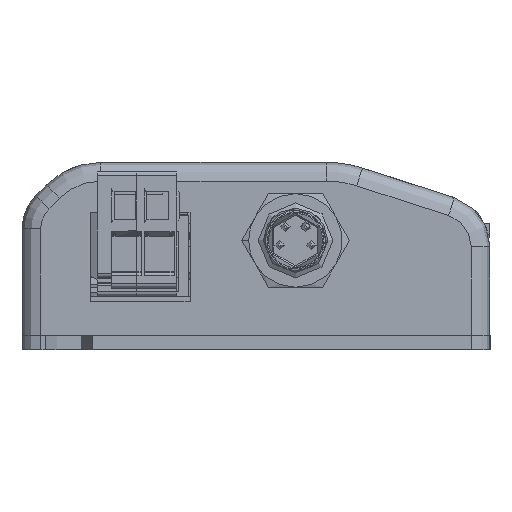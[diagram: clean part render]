
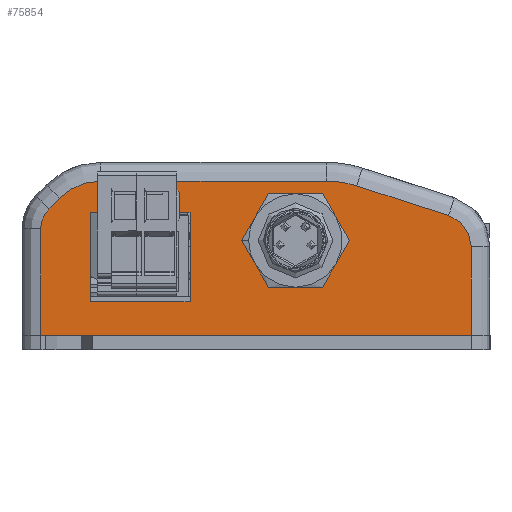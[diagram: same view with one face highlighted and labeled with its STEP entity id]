
A CAD part, left-side view. The second image highlights one B-rep face of the part: STEP entity #75854.
In plain terms, the highlighted planar face has unit normal (-1, 0, 0).
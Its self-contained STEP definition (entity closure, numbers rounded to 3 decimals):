
#2753=FACE_BOUND('',#11437,.T.);
#2754=FACE_BOUND('',#11438,.T.);
#3862=PLANE('',#80911);
#7003=FACE_OUTER_BOUND('',#11436,.T.);
#11436=EDGE_LOOP('',(#58743,#58744,#58745,#58746,#58747,#58748,#58749,#58750,
#58751,#58752));
#11437=EDGE_LOOP('',(#58753,#58754,#58755,#58756,#58757,#58758,#58759,#58760));
#11438=EDGE_LOOP('',(#58761));
#17400=LINE('',#119186,#25686);
#17453=LINE('',#119404,#25739);
#17454=LINE('',#119408,#25740);
#17455=LINE('',#119412,#25741);
#17456=LINE('',#119416,#25742);
#17457=LINE('',#119419,#25743);
#17458=LINE('',#119422,#25744);
#17459=LINE('',#119424,#25745);
#17460=LINE('',#119426,#25746);
#17461=LINE('',#119428,#25747);
#17462=LINE('',#119430,#25748);
#17463=LINE('',#119432,#25749);
#17464=LINE('',#119434,#25750);
#17465=LINE('',#119435,#25751);
#25686=VECTOR('',#92229,1000.);
#25739=VECTOR('',#92326,1000.);
#25740=VECTOR('',#92329,1000.);
#25741=VECTOR('',#92332,1000.);
#25742=VECTOR('',#92335,1000.);
#25743=VECTOR('',#92338,1000.);
#25744=VECTOR('',#92339,1000.);
#25745=VECTOR('',#92340,1000.);
#25746=VECTOR('',#92341,1000.);
#25747=VECTOR('',#92342,1000.);
#25748=VECTOR('',#92343,1000.);
#25749=VECTOR('',#92344,1000.);
#25750=VECTOR('',#92345,1000.);
#25751=VECTOR('',#92346,1000.);
#31657=CIRCLE('',#80861,4.25);
#31672=CIRCLE('',#80912,3.5);
#31673=CIRCLE('',#80913,10.5);
#31674=CIRCLE('',#80914,6.2);
#31675=CIRCLE('',#80915,3.);
#35582=VERTEX_POINT('',#118972);
#35656=VERTEX_POINT('',#119183);
#35657=VERTEX_POINT('',#119185);
#35720=VERTEX_POINT('',#119403);
#35721=VERTEX_POINT('',#119405);
#35722=VERTEX_POINT('',#119407);
#35723=VERTEX_POINT('',#119409);
#35724=VERTEX_POINT('',#119411);
#35725=VERTEX_POINT('',#119413);
#35726=VERTEX_POINT('',#119415);
#35727=VERTEX_POINT('',#119417);
#35728=VERTEX_POINT('',#119420);
#35729=VERTEX_POINT('',#119421);
#35730=VERTEX_POINT('',#119423);
#35731=VERTEX_POINT('',#119425);
#35732=VERTEX_POINT('',#119427);
#35733=VERTEX_POINT('',#119429);
#35734=VERTEX_POINT('',#119431);
#35735=VERTEX_POINT('',#119433);
#43913=EDGE_CURVE('',#35582,#35582,#31657,.T.);
#44002=EDGE_CURVE('',#35656,#35657,#17400,.T.);
#44071=EDGE_CURVE('',#35656,#35720,#17453,.T.);
#44072=EDGE_CURVE('',#35720,#35721,#31672,.T.);
#44073=EDGE_CURVE('',#35721,#35722,#17454,.T.);
#44074=EDGE_CURVE('',#35722,#35723,#31673,.T.);
#44075=EDGE_CURVE('',#35723,#35724,#17455,.T.);
#44076=EDGE_CURVE('',#35724,#35725,#31674,.T.);
#44077=EDGE_CURVE('',#35725,#35726,#17456,.T.);
#44078=EDGE_CURVE('',#35726,#35727,#31675,.T.);
#44079=EDGE_CURVE('',#35727,#35657,#17457,.T.);
#44080=EDGE_CURVE('',#35728,#35729,#17458,.T.);
#44081=EDGE_CURVE('',#35730,#35728,#17459,.T.);
#44082=EDGE_CURVE('',#35731,#35730,#17460,.T.);
#44083=EDGE_CURVE('',#35732,#35731,#17461,.T.);
#44084=EDGE_CURVE('',#35733,#35732,#17462,.T.);
#44085=EDGE_CURVE('',#35734,#35733,#17463,.T.);
#44086=EDGE_CURVE('',#35735,#35734,#17464,.T.);
#44087=EDGE_CURVE('',#35729,#35735,#17465,.T.);
#58743=ORIENTED_EDGE('',*,*,#44002,.F.);
#58744=ORIENTED_EDGE('',*,*,#44071,.T.);
#58745=ORIENTED_EDGE('',*,*,#44072,.T.);
#58746=ORIENTED_EDGE('',*,*,#44073,.T.);
#58747=ORIENTED_EDGE('',*,*,#44074,.T.);
#58748=ORIENTED_EDGE('',*,*,#44075,.T.);
#58749=ORIENTED_EDGE('',*,*,#44076,.T.);
#58750=ORIENTED_EDGE('',*,*,#44077,.T.);
#58751=ORIENTED_EDGE('',*,*,#44078,.T.);
#58752=ORIENTED_EDGE('',*,*,#44079,.T.);
#58753=ORIENTED_EDGE('',*,*,#44080,.F.);
#58754=ORIENTED_EDGE('',*,*,#44081,.F.);
#58755=ORIENTED_EDGE('',*,*,#44082,.F.);
#58756=ORIENTED_EDGE('',*,*,#44083,.F.);
#58757=ORIENTED_EDGE('',*,*,#44084,.F.);
#58758=ORIENTED_EDGE('',*,*,#44085,.F.);
#58759=ORIENTED_EDGE('',*,*,#44086,.F.);
#58760=ORIENTED_EDGE('',*,*,#44087,.F.);
#58761=ORIENTED_EDGE('',*,*,#43913,.F.);
#75854=ADVANCED_FACE('',(#7003,#2753,#2754),#3862,.F.);
#80861=AXIS2_PLACEMENT_3D('',#118974,#92095,#92096);
#80911=AXIS2_PLACEMENT_3D('',#119402,#92324,#92325);
#80912=AXIS2_PLACEMENT_3D('',#119406,#92327,#92328);
#80913=AXIS2_PLACEMENT_3D('',#119410,#92330,#92331);
#80914=AXIS2_PLACEMENT_3D('',#119414,#92333,#92334);
#80915=AXIS2_PLACEMENT_3D('',#119418,#92336,#92337);
#92095=DIRECTION('center_axis',(-1.,0.,0.));
#92096=DIRECTION('ref_axis',(0.,-1.,0.));
#92229=DIRECTION('',(0.,1.,0.));
#92324=DIRECTION('center_axis',(1.,0.,0.));
#92325=DIRECTION('ref_axis',(0.,1.,0.));
#92326=DIRECTION('',(0.,0.,1.));
#92327=DIRECTION('center_axis',(-1.,0.,0.));
#92328=DIRECTION('ref_axis',(0.,1.,0.));
#92329=DIRECTION('',(0.,0.952,0.307));
#92330=DIRECTION('center_axis',(-1.,0.,0.));
#92331=DIRECTION('ref_axis',(0.,1.,0.));
#92332=DIRECTION('',(0.,1.,0.));
#92333=DIRECTION('center_axis',(-1.,0.,0.));
#92334=DIRECTION('ref_axis',(0.,1.,0.));
#92335=DIRECTION('',(0.,0.707,-0.707));
#92336=DIRECTION('center_axis',(-1.,0.,0.));
#92337=DIRECTION('ref_axis',(0.,1.,0.));
#92338=DIRECTION('',(0.,0.,-1.));
#92339=DIRECTION('',(0.,0.,1.));
#92340=DIRECTION('',(0.,-1.,0.));
#92341=DIRECTION('',(0.,0.,-1.));
#92342=DIRECTION('',(0.,1.,0.));
#92343=DIRECTION('',(0.,0.,-1.));
#92344=DIRECTION('',(0.,1.,0.));
#92345=DIRECTION('',(0.,0.,1.));
#92346=DIRECTION('',(0.,1.,0.));
#118972=CARTESIAN_POINT('',(-50.,0.38,10.05));
#118974=CARTESIAN_POINT('Origin',(-50.,-3.87,10.05));
#119183=CARTESIAN_POINT('',(-50.,-23.,0.));
#119185=CARTESIAN_POINT('',(-50.,23.,0.));
#119186=CARTESIAN_POINT('',(-50.,-25.,0.));
#119402=CARTESIAN_POINT('Origin',(-50.,0.,0.));
#119403=CARTESIAN_POINT('',(-50.,-23.,9.495));
#119404=CARTESIAN_POINT('',(-50.,-23.,0.));
#119405=CARTESIAN_POINT('',(-50.,-20.575,12.826));
#119406=CARTESIAN_POINT('Origin',(-50.,-19.5,9.495));
#119407=CARTESIAN_POINT('',(-50.,-10.757,15.993));
#119408=CARTESIAN_POINT('',(-50.,-10.757,15.993));
#119409=CARTESIAN_POINT('',(-50.,-7.534,16.5));
#119410=CARTESIAN_POINT('Origin',(-50.,-7.534,6.));
#119411=CARTESIAN_POINT('',(-50.,16.603,16.5));
#119412=CARTESIAN_POINT('',(-50.,0.,16.5));
#119413=CARTESIAN_POINT('',(-50.,20.988,14.684));
#119414=CARTESIAN_POINT('Origin',(-50.,16.603,10.3));
#119415=CARTESIAN_POINT('',(-50.,22.121,13.55));
#119416=CARTESIAN_POINT('',(-50.,22.121,13.55));
#119417=CARTESIAN_POINT('',(-50.,23.,11.429));
#119418=CARTESIAN_POINT('Origin',(-50.,20.,11.429));
#119419=CARTESIAN_POINT('',(-50.,23.,0.));
#119420=CARTESIAN_POINT('',(-50.,7.05,3.61));
#119421=CARTESIAN_POINT('',(-50.,7.05,13.14));
#119422=CARTESIAN_POINT('',(-50.,7.05,13.14));
#119423=CARTESIAN_POINT('',(-50.,17.65,3.61));
#119424=CARTESIAN_POINT('',(-50.,7.05,3.61));
#119425=CARTESIAN_POINT('',(-50.,17.65,13.14));
#119426=CARTESIAN_POINT('',(-50.,17.65,3.61));
#119427=CARTESIAN_POINT('',(-50.,15.05,13.14));
#119428=CARTESIAN_POINT('',(-50.,17.65,13.14));
#119429=CARTESIAN_POINT('',(-50.,15.05,14.84));
#119430=CARTESIAN_POINT('',(-50.,15.05,13.14));
#119431=CARTESIAN_POINT('',(-50.,8.85,14.84));
#119432=CARTESIAN_POINT('',(-50.,15.05,14.84));
#119433=CARTESIAN_POINT('',(-50.,8.85,13.14));
#119434=CARTESIAN_POINT('',(-50.,8.85,14.84));
#119435=CARTESIAN_POINT('',(-50.,8.85,13.14));
